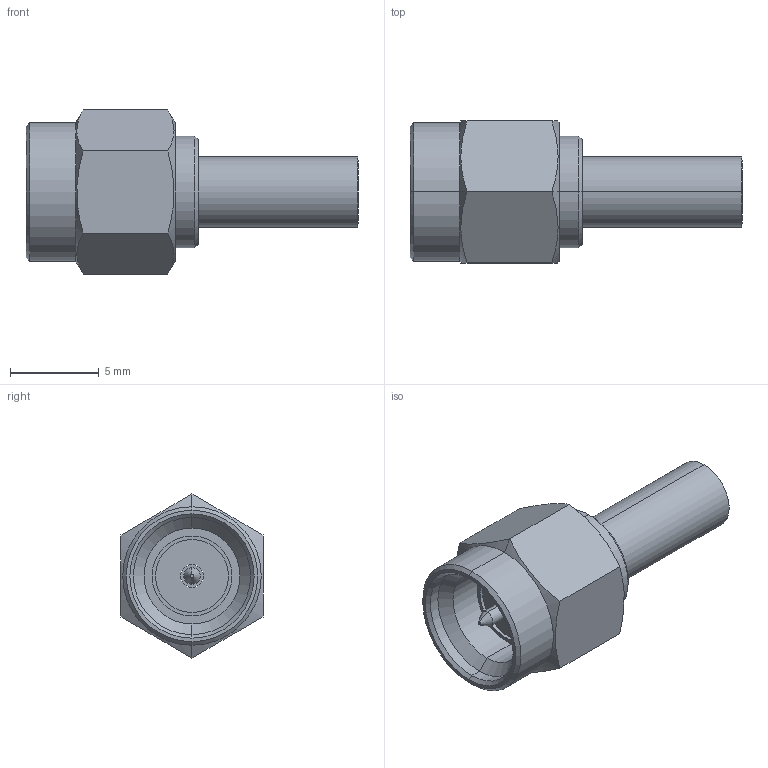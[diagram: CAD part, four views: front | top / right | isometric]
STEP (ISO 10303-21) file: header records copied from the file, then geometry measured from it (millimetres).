
FILE_DESCRIPTION (( 'STEP AP214' ), '1' );
FILE_NAME ('3.01.139#SMA PLUG FOR RG174 CABLE#SMAMST.P.NI.D.WY.STEP', '2021-11-16T07:53:01', ( 'admin' ), ( '' ), 'SwSTEP 2.0', 'SolidWorks 2015', '' );
FILE_SCHEMA (( 'AUTOMOTIVE_DESIGN' ));
Length unit declared in the file: millimetre
Products named in the file (1): 3.01.139#SMA PLUG FOR RG174 CABLE#SMAMST.P.NI.D.WY
Bounding box: 18.7 x 8 x 9.24 mm (x, y, z)
Volume: 404.3 mm3; surface area: 981 mm2
Topology: 3 solids, 3 shells, 87 faces, 176 edges, 106 vertices
Faces by surface type: cylinder 36, cone 28, plane 23
Entity records: 2400 total; most frequent: CARTESIAN_POINT 462, DIRECTION 434, ORIENTED_EDGE 352, AXIS2_PLACEMENT_3D 182, EDGE_CURVE 176, VERTEX_POINT 106, EDGE_LOOP 102, CIRCLE 94
